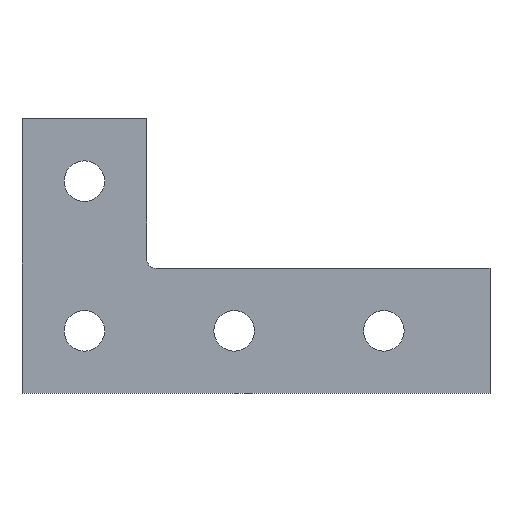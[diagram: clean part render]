
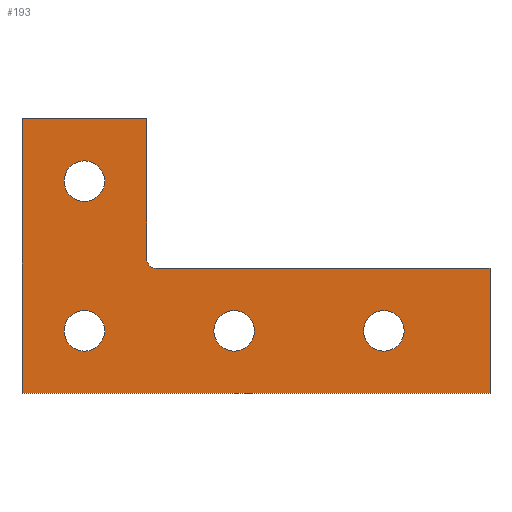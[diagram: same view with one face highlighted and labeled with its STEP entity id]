
A CAD part, top view. The second image highlights one B-rep face of the part: STEP entity #193.
In plain terms, the highlighted planar face has unit normal (0, 0, 1).
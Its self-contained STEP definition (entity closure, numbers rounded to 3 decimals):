
#1 = EDGE_LOOP ( 'NONE', ( #222 ) ) ;
#5 = DIRECTION ( 'NONE',  ( 1., 0., 0. ) ) ;
#6 = DIRECTION ( 'NONE',  ( 1., 0., 0. ) ) ;
#7 = DIRECTION ( 'NONE',  ( 0., 0., 1. ) ) ;
#8 = CARTESIAN_POINT ( 'NONE',  ( -7., 0., 0. ) ) ;
#10 = CARTESIAN_POINT ( 'NONE',  ( -55., 48., 0. ) ) ;
#21 = CARTESIAN_POINT ( 'NONE',  ( -35., 20., 0. ) ) ;
#22 = DIRECTION ( 'NONE',  ( 0., 1., 0. ) ) ;
#29 = CARTESIAN_POINT ( 'NONE',  ( -75., 68., 0. ) ) ;
#32 = DIRECTION ( 'NONE',  ( 0., 0., 1. ) ) ;
#33 = CARTESIAN_POINT ( 'NONE',  ( 75., -20., 0. ) ) ;
#34 = CARTESIAN_POINT ( 'NONE',  ( -75., -20., 0. ) ) ;
#35 = DIRECTION ( 'NONE',  ( 0., 1., 0. ) ) ;
#36 = CARTESIAN_POINT ( 'NONE',  ( -55., 0., 0. ) ) ;
#37 = DIRECTION ( 'NONE',  ( 0., 0., 1. ) ) ;
#38 = DIRECTION ( 'NONE',  ( 1., 0., 0. ) ) ;
#39 = DIRECTION ( 'NONE',  ( -1., 0., 0. ) ) ;
#40 = DIRECTION ( 'NONE',  ( 1., 0., 0. ) ) ;
#41 = DIRECTION ( 'NONE',  ( -1., 0., 0. ) ) ;
#42 = CARTESIAN_POINT ( 'NONE',  ( -32., 23., 0. ) ) ;
#43 = DIRECTION ( 'NONE',  ( 0., 0., -1. ) ) ;
#45 = DIRECTION ( 'NONE',  ( 0., -1., 0. ) ) ;
#48 = CARTESIAN_POINT ( 'NONE',  ( 75., 20., 0. ) ) ;
#50 = DIRECTION ( 'NONE',  ( -1., 0., 0. ) ) ;
#54 = CARTESIAN_POINT ( 'NONE',  ( -75., 20., 0. ) ) ;
#88 = CARTESIAN_POINT ( 'NONE',  ( 41., 0., 0. ) ) ;
#89 = DIRECTION ( 'NONE',  ( 0., 0., 1. ) ) ;
#90 = DIRECTION ( 'NONE',  ( 1., 0., 0. ) ) ;
#111 = EDGE_CURVE ( 'NONE', #250, #249, #262, .T. ) ;
#114 = EDGE_CURVE ( 'NONE', #255, #258, #270, .T. ) ;
#120 = EDGE_CURVE ( 'NONE', #257, #248, #283, .T. ) ;
#121 = EDGE_CURVE ( 'NONE', #249, #255, #282, .T. ) ;
#122 = EDGE_CURVE ( 'NONE', #211, #211, #286, .T. ) ;
#123 = EDGE_CURVE ( 'NONE', #210, #210, #288, .T. ) ;
#124 = EDGE_CURVE ( 'NONE', #258, #257, #284, .T. ) ;
#125 = EDGE_CURVE ( 'NONE', #209, #209, #287, .T. ) ;
#126 = EDGE_CURVE ( 'NONE', #248, #251, #289, .T. ) ;
#127 = EDGE_CURVE ( 'NONE', #251, #250, #362, .T. ) ;
#135 = EDGE_CURVE ( 'NONE', #207, #207, #377, .T. ) ;
#139 = AXIS2_PLACEMENT_3D ( 'NONE', #42, #43, #39 ) ;
#140 = AXIS2_PLACEMENT_3D ( 'NONE', #36, #37, #38 ) ;
#141 = AXIS2_PLACEMENT_3D ( 'NONE', #10, #32, #40 ) ;
#142 = AXIS2_PLACEMENT_3D ( 'NONE', #8, #7, #5 ) ;
#145 = AXIS2_PLACEMENT_3D ( 'NONE', #88, #89, #90 ) ;
#161 = AXIS2_PLACEMENT_3D ( 'NONE', #404, #399, #411 ) ;
#193 = ADVANCED_FACE ( 'NONE', ( #201, #204, #202, #203, #197 ), #408, .F. ) ;
#197 = FACE_OUTER_BOUND ( 'NONE', #293, .T. ) ;
#201 = FACE_BOUND ( 'NONE', #1, .T. ) ;
#202 = FACE_BOUND ( 'NONE', #472, .T. ) ;
#203 = FACE_BOUND ( 'NONE', #458, .T. ) ;
#204 = FACE_BOUND ( 'NONE', #469, .T. ) ;
#207 = VERTEX_POINT ( 'NONE', #430 ) ;
#209 = VERTEX_POINT ( 'NONE', #428 ) ;
#210 = VERTEX_POINT ( 'NONE', #426 ) ;
#211 = VERTEX_POINT ( 'NONE', #425 ) ;
#222 = ORIENTED_EDGE ( 'NONE', *, *, #135, .F. ) ;
#223 = ORIENTED_EDGE ( 'NONE', *, *, #125, .F. ) ;
#224 = ORIENTED_EDGE ( 'NONE', *, *, #123, .F. ) ;
#225 = ORIENTED_EDGE ( 'NONE', *, *, #122, .F. ) ;
#226 = ORIENTED_EDGE ( 'NONE', *, *, #111, .T. ) ;
#227 = ORIENTED_EDGE ( 'NONE', *, *, #121, .T. ) ;
#228 = ORIENTED_EDGE ( 'NONE', *, *, #114, .T. ) ;
#229 = ORIENTED_EDGE ( 'NONE', *, *, #124, .T. ) ;
#230 = ORIENTED_EDGE ( 'NONE', *, *, #120, .T. ) ;
#231 = ORIENTED_EDGE ( 'NONE', *, *, #126, .T. ) ;
#232 = ORIENTED_EDGE ( 'NONE', *, *, #127, .T. ) ;
#248 = VERTEX_POINT ( 'NONE', #409 ) ;
#249 = VERTEX_POINT ( 'NONE', #412 ) ;
#250 = VERTEX_POINT ( 'NONE', #416 ) ;
#251 = VERTEX_POINT ( 'NONE', #413 ) ;
#255 = VERTEX_POINT ( 'NONE', #419 ) ;
#257 = VERTEX_POINT ( 'NONE', #421 ) ;
#258 = VERTEX_POINT ( 'NONE', #422 ) ;
#262 = LINE ( 'NONE', #48, #266 ) ;
#266 = VECTOR ( 'NONE', #50, 1000. ) ;
#270 = LINE ( 'NONE', #21, #273 ) ;
#273 = VECTOR ( 'NONE', #22, 1000. ) ;
#282 = CIRCLE ( 'NONE', #139, 3. ) ;
#283 = LINE ( 'NONE', #54, #285 ) ;
#284 = LINE ( 'NONE', #29, #461 ) ;
#285 = VECTOR ( 'NONE', #45, 1000. ) ;
#286 = CIRCLE ( 'NONE', #140, 6.5 ) ;
#287 = CIRCLE ( 'NONE', #142, 6.5 ) ;
#288 = CIRCLE ( 'NONE', #141, 6.5 ) ;
#289 = LINE ( 'NONE', #34, #363 ) ;
#293 = EDGE_LOOP ( 'NONE', ( #226, #227, #228, #229, #230, #231, #232 ) ) ;
#362 = LINE ( 'NONE', #33, #365 ) ;
#363 = VECTOR ( 'NONE', #6, 1000. ) ;
#365 = VECTOR ( 'NONE', #35, 1000. ) ;
#377 = CIRCLE ( 'NONE', #145, 6.5 ) ;
#399 = DIRECTION ( 'NONE',  ( 0., 0., -1. ) ) ;
#404 = CARTESIAN_POINT ( 'NONE',  ( -35., 68., 0. ) ) ;
#408 = PLANE ( 'NONE',  #161 ) ;
#409 = CARTESIAN_POINT ( 'NONE',  ( -75., -20., 0. ) ) ;
#411 = DIRECTION ( 'NONE',  ( -1., 0., 0. ) ) ;
#412 = CARTESIAN_POINT ( 'NONE',  ( -32., 20., 0. ) ) ;
#413 = CARTESIAN_POINT ( 'NONE',  ( 75., -20., 0. ) ) ;
#416 = CARTESIAN_POINT ( 'NONE',  ( 75., 20., 0. ) ) ;
#419 = CARTESIAN_POINT ( 'NONE',  ( -35., 23., 0. ) ) ;
#421 = CARTESIAN_POINT ( 'NONE',  ( -75., 68., 0. ) ) ;
#422 = CARTESIAN_POINT ( 'NONE',  ( -35., 68., 0. ) ) ;
#425 = CARTESIAN_POINT ( 'NONE',  ( -48.5, 0., 0. ) ) ;
#426 = CARTESIAN_POINT ( 'NONE',  ( -48.5, 48., 0. ) ) ;
#428 = CARTESIAN_POINT ( 'NONE',  ( -0.5, 0., 0. ) ) ;
#430 = CARTESIAN_POINT ( 'NONE',  ( 47.5, 0., 0. ) ) ;
#458 = EDGE_LOOP ( 'NONE', ( #225 ) ) ;
#461 = VECTOR ( 'NONE', #41, 1000. ) ;
#469 = EDGE_LOOP ( 'NONE', ( #223 ) ) ;
#472 = EDGE_LOOP ( 'NONE', ( #224 ) ) ;
